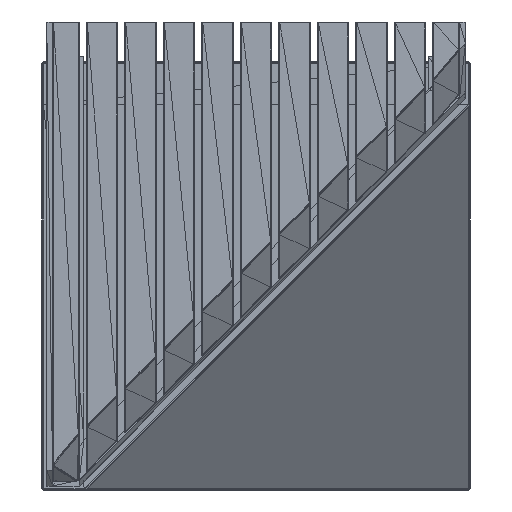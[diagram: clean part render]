
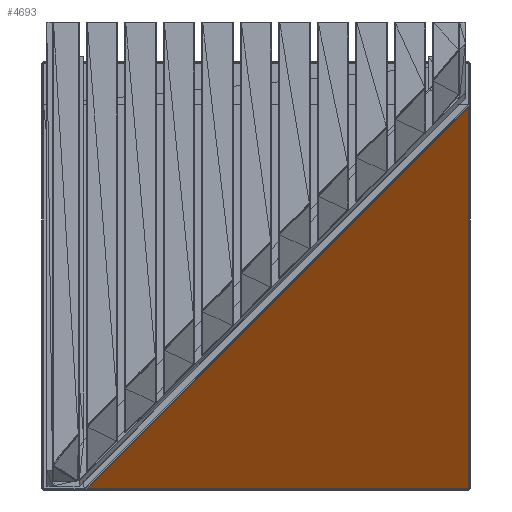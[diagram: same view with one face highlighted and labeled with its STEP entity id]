
A CAD part, front view. The second image highlights one B-rep face of the part: STEP entity #4693.
In plain terms, the highlighted free-form (B-spline) face has degree [1, 1] with [2, 2] control points.
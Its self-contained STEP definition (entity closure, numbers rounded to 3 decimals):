
#4693=ADVANCED_FACE('',(#9368),#49201,.T.);
#9368=FACE_OUTER_BOUND('',#14043,.T.);
#14043=EDGE_LOOP('',(#27788,#27789,#27790));
#27788=ORIENTED_EDGE('',*,*,#35129,.F.);
#27789=ORIENTED_EDGE('',*,*,#35130,.T.);
#27790=ORIENTED_EDGE('',*,*,#35175,.F.);
#35129=EDGE_CURVE('',#44570,#44585,#42147,.T.);
#35130=EDGE_CURVE('',#44570,#44586,#42148,.T.);
#35175=EDGE_CURVE('',#44585,#44586,#42193,.T.);
#42147=B_SPLINE_CURVE_WITH_KNOTS('',1,(#83482,#83483),.UNSPECIFIED.,.F.,
 .F.,(2,2),(0.,1.),.UNSPECIFIED.);
#42148=B_SPLINE_CURVE_WITH_KNOTS('',1,(#83484,#83485),.UNSPECIFIED.,.F.,
 .F.,(2,2),(0.,1.),.UNSPECIFIED.);
#42193=B_SPLINE_CURVE_WITH_KNOTS('',1,(#83574,#83575),.UNSPECIFIED.,.F.,
 .F.,(2,2),(0.,1.),.UNSPECIFIED.);
#44570=VERTEX_POINT('',#83175);
#44585=VERTEX_POINT('',#83190);
#44586=VERTEX_POINT('',#83191);
#49201=B_SPLINE_SURFACE_WITH_KNOTS('',1,1,((#82746,#82747),(#82748,#82749)),
 .UNSPECIFIED.,.F.,.F.,.F.,(2,2),(2,2),(0.,567.095),(0.,566.597),
 .UNSPECIFIED.);
#82746=CARTESIAN_POINT('',(448.718,43.102,402.279));
#82747=CARTESIAN_POINT('',(849.715,443.393,402.279));
#82748=CARTESIAN_POINT('',(47.721,43.102,1.282));
#82749=CARTESIAN_POINT('',(448.718,443.393,1.282));
#83175=CARTESIAN_POINT('',(47.721,43.102,1.282));
#83190=CARTESIAN_POINT('',(448.718,43.102,402.279));
#83191=CARTESIAN_POINT('',(448.718,443.393,1.282));
#83482=CARTESIAN_POINT('',(47.721,43.102,1.282));
#83483=CARTESIAN_POINT('',(448.718,43.102,402.279));
#83484=CARTESIAN_POINT('',(47.721,43.102,1.282));
#83485=CARTESIAN_POINT('',(448.718,443.393,1.282));
#83574=CARTESIAN_POINT('',(448.718,43.102,402.279));
#83575=CARTESIAN_POINT('',(448.718,443.393,1.282));
